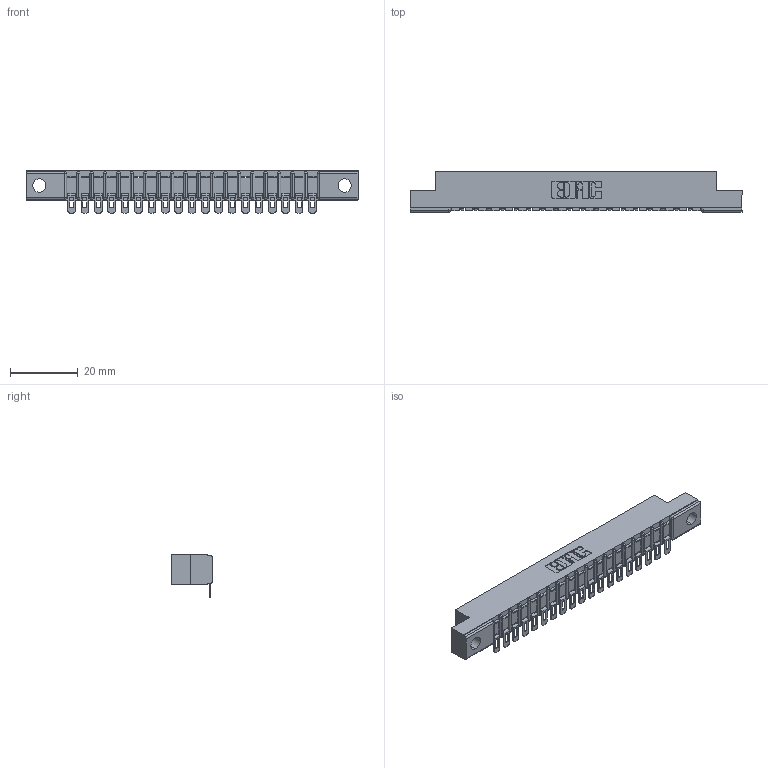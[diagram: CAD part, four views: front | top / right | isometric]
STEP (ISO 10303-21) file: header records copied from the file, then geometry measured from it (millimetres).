
FILE_DESCRIPTION (( 'STEP AP203' ), '1' );
FILE_NAME ('357-019-554-102.STEP', '2019-09-16T22:01:48', ( '' ), ( '' ), 'SwSTEP 2.0', 'SolidWorks 2016', '' );
FILE_SCHEMA (( 'CONFIG_CONTROL_DESIGN' ));
Length unit declared in the file: inch
Products named in the file (3): 307-290-002_554; 357-019-554-102; 307 Part_.128 Dia Mounting Holes
Assembly tree (20 placements, depth 2):
  357-019-554-102
    307 Part_.128 Dia Mounting Holes
    307-290-002_554  x19
Bounding box: 98.3 x 12.01 x 12.52 mm (x, y, z)
Volume: 6406.9 mm3; surface area: 11412.5 mm2
Topology: 20 solids, 20 shells, 1677 faces, 5130 edges, 3364 vertices
Faces by surface type: plane 944, cylinder 693, sphere 40
Entity records: 20091 total; most frequent: CARTESIAN_POINT 3386, ORIENTED_EDGE 3376, DIRECTION 3306, EDGE_CURVE 1688, VECTOR 1274, LINE 1274, VERTEX_POINT 1096, AXIS2_PLACEMENT_3D 1016
